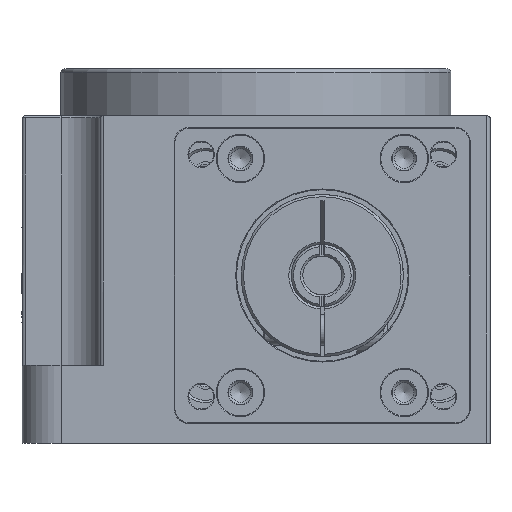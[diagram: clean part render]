
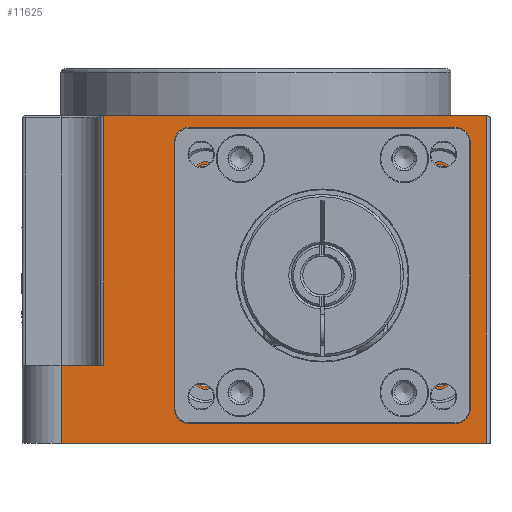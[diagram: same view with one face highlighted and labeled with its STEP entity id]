
A CAD part, front view. The second image highlights one B-rep face of the part: STEP entity #11625.
In plain terms, the highlighted planar face has unit normal (0, -1, 0).
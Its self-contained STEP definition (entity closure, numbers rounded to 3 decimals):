
#137 = EDGE_CURVE ( 'NONE', #962, #22679, #11231, .T. ) ;
#186 = AXIS2_PLACEMENT_3D ( 'NONE', #25287, #25271, #25254 ) ;
#962 = VERTEX_POINT ( 'NONE', #2884 ) ;
#1173 = AXIS2_PLACEMENT_3D ( 'NONE', #1706, #1690, #1657 ) ;
#1657 = DIRECTION ( 'NONE',  ( 0., 0., 1. ) ) ;
#1690 = DIRECTION ( 'NONE',  ( 0., -1., 0. ) ) ;
#1706 = CARTESIAN_POINT ( 'NONE',  ( 8.5, -32., 21.5 ) ) ;
#2017 = VERTEX_POINT ( 'NONE', #24155 ) ;
#2591 = DIRECTION ( 'NONE',  ( 0., 0., -1. ) ) ;
#2598 = DIRECTION ( 'NONE',  ( 0., -1., 0. ) ) ;
#2651 = CARTESIAN_POINT ( 'NONE',  ( 23.5, -32., 34.5 ) ) ;
#2884 = CARTESIAN_POINT ( 'NONE',  ( 29.5, -32., 0. ) ) ;
#3315 = VECTOR ( 'NONE', #9461, 1000. ) ;
#3388 = EDGE_CURVE ( 'NONE', #2017, #962, #9517, .T. ) ;
#4450 = CARTESIAN_POINT ( 'NONE',  ( 29.5, -32., 42. ) ) ;
#4899 = CIRCLE ( 'NONE', #20134, 1.25 ) ;
#5475 = VECTOR ( 'NONE', #10636, 1000. ) ;
#5612 = EDGE_CURVE ( 'NONE', #19104, #19104, #8761, .T. ) ;
#5750 = ORIENTED_EDGE ( 'NONE', *, *, #11544, .T. ) ;
#6158 = ORIENTED_EDGE ( 'NONE', *, *, #19109, .F. ) ;
#6217 = ORIENTED_EDGE ( 'NONE', *, *, #23954, .F. ) ;
#6252 = ORIENTED_EDGE ( 'NONE', *, *, #7743, .T. ) ;
#6334 = ORIENTED_EDGE ( 'NONE', *, *, #15959, .F. ) ;
#6359 = ORIENTED_EDGE ( 'NONE', *, *, #137, .T. ) ;
#6425 = ORIENTED_EDGE ( 'NONE', *, *, #7693, .F. ) ;
#6478 = ORIENTED_EDGE ( 'NONE', *, *, #19728, .F. ) ;
#6513 = ORIENTED_EDGE ( 'NONE', *, *, #3388, .T. ) ;
#6518 = ORIENTED_EDGE ( 'NONE', *, *, #22924, .F. ) ;
#6688 = ORIENTED_EDGE ( 'NONE', *, *, #5612, .F. ) ;
#7495 = DIRECTION ( 'NONE',  ( 0., 0., -1. ) ) ;
#7515 = DIRECTION ( 'NONE',  ( 0., -1., 0. ) ) ;
#7522 = CARTESIAN_POINT ( 'NONE',  ( -6.5, -32., 34.5 ) ) ;
#7693 = EDGE_CURVE ( 'NONE', #18002, #18002, #4899, .T. ) ;
#7743 = EDGE_CURVE ( 'NONE', #22058, #20744, #10272, .T. ) ;
#8761 = CIRCLE ( 'NONE', #24067, 1.25 ) ;
#9242 = AXIS2_PLACEMENT_3D ( 'NONE', #2651, #2598, #2591 ) ;
#9461 = DIRECTION ( 'NONE',  ( 1., 0., 0. ) ) ;
#9489 = CARTESIAN_POINT ( 'NONE',  ( -30., -32., 0. ) ) ;
#9517 = LINE ( 'NONE', #9489, #3315 ) ;
#9710 = DIRECTION ( 'NONE',  ( 0., 0., -1. ) ) ;
#9715 = DIRECTION ( 'NONE',  ( 0., -1., 0. ) ) ;
#9756 = CARTESIAN_POINT ( 'NONE',  ( -6.5, -32., 8.5 ) ) ;
#9918 = VECTOR ( 'NONE', #17857, 1000. ) ;
#9960 = CARTESIAN_POINT ( 'NONE',  ( -19.5, -32., 42. ) ) ;
#10243 = DIRECTION ( 'NONE',  ( 0., 0., -1. ) ) ;
#10248 = CARTESIAN_POINT ( 'NONE',  ( -19.5, -32., 42. ) ) ;
#10272 = LINE ( 'NONE', #10248, #18797 ) ;
#10443 = AXIS2_PLACEMENT_3D ( 'NONE', #7522, #7515, #7495 ) ;
#10636 = DIRECTION ( 'NONE',  ( 1., 0., 0. ) ) ;
#10639 = CARTESIAN_POINT ( 'NONE',  ( -30., -32., 42. ) ) ;
#10661 = LINE ( 'NONE', #10639, #5475 ) ;
#10906 = DIRECTION ( 'NONE',  ( 0., 0., -1. ) ) ;
#10908 = DIRECTION ( 'NONE',  ( 0., -1., 0. ) ) ;
#10929 = CARTESIAN_POINT ( 'NONE',  ( 23.5, -32., 8.5 ) ) ;
#11198 = DIRECTION ( 'NONE',  ( 0., 0., 1. ) ) ;
#11200 = CARTESIAN_POINT ( 'NONE',  ( 29.5, -32., 42. ) ) ;
#11231 = LINE ( 'NONE', #11200, #19875 ) ;
#11427 = CARTESIAN_POINT ( 'NONE',  ( 23.5, -32., 33.25 ) ) ;
#11449 = VERTEX_POINT ( 'NONE', #11427 ) ;
#11544 = EDGE_CURVE ( 'NONE', #20206, #2017, #25856, .T. ) ;
#11625 = ADVANCED_FACE ( 'NONE', ( #25400, #25387, #25358, #25353, #25332, #25327 ), #25304, .F. ) ;
#11798 = EDGE_LOOP ( 'NONE', ( #6688 ) ) ;
#12046 = EDGE_LOOP ( 'NONE', ( #6158 ) ) ;
#12674 = CIRCLE ( 'NONE', #1173, 17.5 ) ;
#12932 = CARTESIAN_POINT ( 'NONE',  ( 8.5, -32., 39. ) ) ;
#12955 = VERTEX_POINT ( 'NONE', #12932 ) ;
#13192 = CARTESIAN_POINT ( 'NONE',  ( -6.5, -32., 33.25 ) ) ;
#13199 = VERTEX_POINT ( 'NONE', #13192 ) ;
#14276 = EDGE_LOOP ( 'NONE', ( #6513, #6359, #6334, #6252, #6217, #5750 ) ) ;
#14353 = EDGE_LOOP ( 'NONE', ( #6478 ) ) ;
#14610 = EDGE_LOOP ( 'NONE', ( #6425 ) ) ;
#14814 = EDGE_LOOP ( 'NONE', ( #6518 ) ) ;
#15959 = EDGE_CURVE ( 'NONE', #22058, #22679, #10661, .T. ) ;
#17857 = DIRECTION ( 'NONE',  ( 1., 0., 0. ) ) ;
#17881 = CARTESIAN_POINT ( 'NONE',  ( -30., -32., 10. ) ) ;
#17883 = LINE ( 'NONE', #17881, #9918 ) ;
#17994 = CARTESIAN_POINT ( 'NONE',  ( 23.5, -32., 7.25 ) ) ;
#18002 = VERTEX_POINT ( 'NONE', #17994 ) ;
#18606 = CARTESIAN_POINT ( 'NONE',  ( -19.5, -32., 10. ) ) ;
#18797 = VECTOR ( 'NONE', #10243, 1000. ) ;
#19093 = CARTESIAN_POINT ( 'NONE',  ( -6.5, -32., 7.25 ) ) ;
#19104 = VERTEX_POINT ( 'NONE', #19093 ) ;
#19109 = EDGE_CURVE ( 'NONE', #13199, #13199, #22310, .T. ) ;
#19728 = EDGE_CURVE ( 'NONE', #12955, #12955, #12674, .T. ) ;
#19875 = VECTOR ( 'NONE', #11198, 1000. ) ;
#20134 = AXIS2_PLACEMENT_3D ( 'NONE', #10929, #10908, #10906 ) ;
#20206 = VERTEX_POINT ( 'NONE', #23810 ) ;
#20744 = VERTEX_POINT ( 'NONE', #18606 ) ;
#21135 = CIRCLE ( 'NONE', #9242, 1.25 ) ;
#22058 = VERTEX_POINT ( 'NONE', #9960 ) ;
#22310 = CIRCLE ( 'NONE', #10443, 1.25 ) ;
#22679 = VERTEX_POINT ( 'NONE', #4450 ) ;
#22924 = EDGE_CURVE ( 'NONE', #11449, #11449, #21135, .T. ) ;
#23810 = CARTESIAN_POINT ( 'NONE',  ( -25., -32., 10. ) ) ;
#23954 = EDGE_CURVE ( 'NONE', #20206, #20744, #17883, .T. ) ;
#24067 = AXIS2_PLACEMENT_3D ( 'NONE', #9756, #9715, #9710 ) ;
#24155 = CARTESIAN_POINT ( 'NONE',  ( -25., -32., 0. ) ) ;
#24716 = VECTOR ( 'NONE', #25846, 1000. ) ;
#25254 = DIRECTION ( 'NONE',  ( 0., 0., 1. ) ) ;
#25271 = DIRECTION ( 'NONE',  ( 0., 1., 0. ) ) ;
#25287 = CARTESIAN_POINT ( 'NONE',  ( -30., -32., 42. ) ) ;
#25304 = PLANE ( 'NONE',  #186 ) ;
#25327 = FACE_OUTER_BOUND ( 'NONE', #14276, .T. ) ;
#25332 = FACE_BOUND ( 'NONE', #14353, .T. ) ;
#25353 = FACE_BOUND ( 'NONE', #14610, .T. ) ;
#25358 = FACE_BOUND ( 'NONE', #14814, .T. ) ;
#25387 = FACE_BOUND ( 'NONE', #11798, .T. ) ;
#25400 = FACE_BOUND ( 'NONE', #12046, .T. ) ;
#25846 = DIRECTION ( 'NONE',  ( 0., 0., -1. ) ) ;
#25852 = CARTESIAN_POINT ( 'NONE',  ( -25., -32., 42. ) ) ;
#25856 = LINE ( 'NONE', #25852, #24716 ) ;
